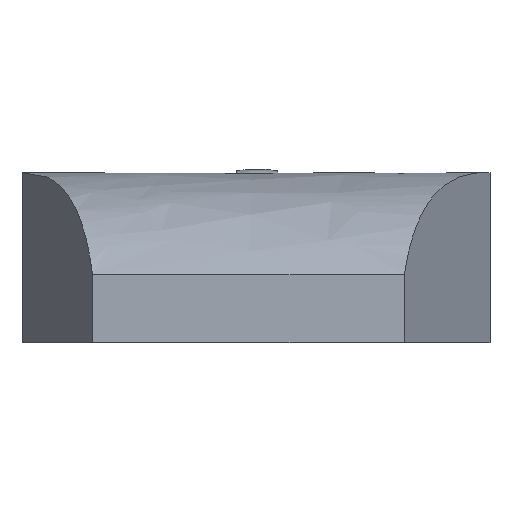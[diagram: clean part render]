
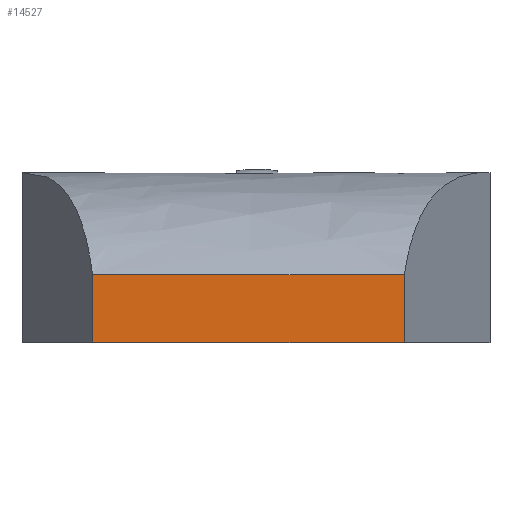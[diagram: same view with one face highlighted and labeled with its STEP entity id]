
A CAD part, front view. The second image highlights one B-rep face of the part: STEP entity #14527.
In plain terms, the highlighted planar face has unit normal (0, -1, 0).
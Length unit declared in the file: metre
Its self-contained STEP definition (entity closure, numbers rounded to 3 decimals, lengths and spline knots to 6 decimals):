
#980=ORIENTED_EDGE('',*,*,#5395,.F.);
#981=ORIENTED_EDGE('',*,*,#5259,.T.);
#982=ORIENTED_EDGE('',*,*,#5394,.T.);
#983=ORIENTED_EDGE('',*,*,#5306,.F.);
#5259=EDGE_CURVE('',#7473,#7471,#8965,.T.);
#5306=EDGE_CURVE('',#7517,#7518,#8986,.F.);
#5394=EDGE_CURVE('',#7471,#7518,#9003,.T.);
#5395=EDGE_CURVE('',#7473,#7517,#9004,.T.);
#7471=VERTEX_POINT('',#19831);
#7473=VERTEX_POINT('',#19834);
#7517=VERTEX_POINT('',#20394);
#7518=VERTEX_POINT('',#20396);
#8965=LINE('',#19833,#10587);
#8986=LINE('',#20395,#10608);
#9003=LINE('',#20870,#10625);
#9004=LINE('',#20872,#10626);
#10587=VECTOR('',#16333,1.);
#10608=VECTOR('',#16354,1.);
#10625=VECTOR('',#16381,1.);
#10626=VECTOR('',#16384,1.);
#12221=EDGE_LOOP('',(#980,#981,#982,#983));
#13089=FACE_BOUND('',#12221,.T.);
#13950=PLANE('',#15396);
#14527=ADVANCED_FACE('',(#13089),#13950,.T.);
#15396=AXIS2_PLACEMENT_3D('',#20871,#16382,#16383);
#16333=DIRECTION('',(1.,0.,0.));
#16354=DIRECTION('',(-1.,0.,0.));
#16381=DIRECTION('',(0.,0.,1.));
#16382=DIRECTION('',(0.,-1.,0.));
#16383=DIRECTION('',(0.,0.,-1.));
#16384=DIRECTION('',(0.,0.,1.));
#19831=CARTESIAN_POINT('',(0.093557,-0.045021,0.));
#19833=CARTESIAN_POINT('',(0.069913,-0.045021,0.));
#19834=CARTESIAN_POINT('',(0.046269,-0.045021,0.));
#20394=CARTESIAN_POINT('',(0.046269,-0.045021,0.010322));
#20395=CARTESIAN_POINT('',(0.298,-0.045021,0.010322));
#20396=CARTESIAN_POINT('',(0.093557,-0.045021,0.010322));
#20870=CARTESIAN_POINT('',(0.093557,-0.045021,-0.0025));
#20871=CARTESIAN_POINT('',(0.069913,-0.045021,-0.0025));
#20872=CARTESIAN_POINT('',(0.046269,-0.045021,-0.0025));
